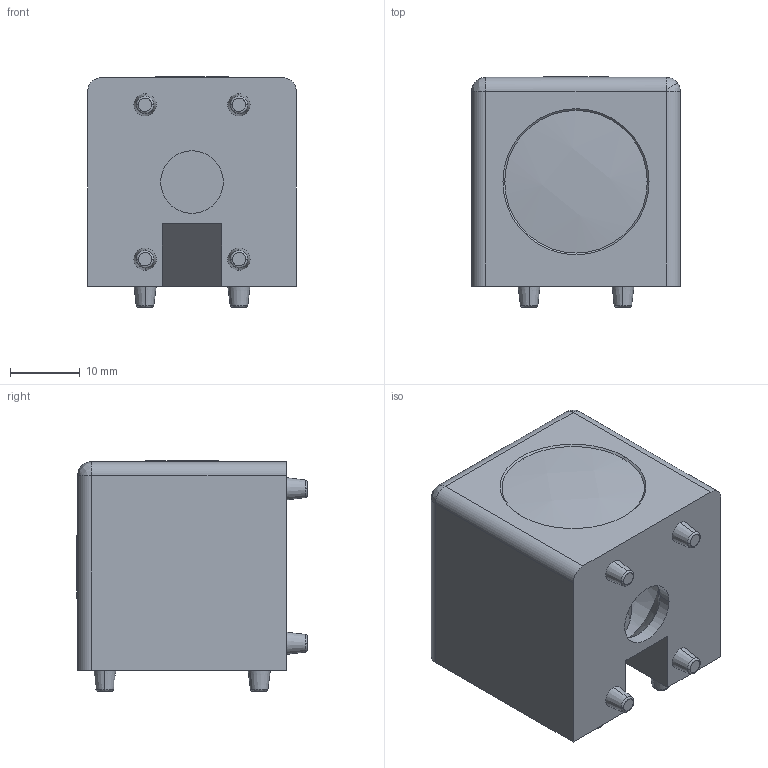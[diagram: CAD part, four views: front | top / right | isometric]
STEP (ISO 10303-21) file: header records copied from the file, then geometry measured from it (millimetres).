
FILE_DESCRIPTION (( 'STEP AP203' ), '1' );
FILE_NAME ('151185.step', '2021-06-03T16:32:58', ( '' ), ( '' ), 'SwSTEP 2.0', 'SolidWorks 2021', '' );
FILE_SCHEMA (( 'CONFIG_CONTROL_DESIGN' ));
Length unit declared in the file: millimetre
Products named in the file (1): 151185
Bounding box: 30 x 33.12 x 33.14 mm (x, y, z)
Volume: 18194.6 mm3; surface area: 9192.6 mm2
Topology: 3 solids, 3 shells, 147 faces, 378 edges, 245 vertices
Faces by surface type: bspline 43, cone 40, plane 35, cylinder 29
Entity records: 6437 total; most frequent: CARTESIAN_POINT 2931, ORIENTED_EDGE 752, DIRECTION 716, EDGE_CURVE 376, AXIS2_PLACEMENT_3D 307, VERTEX_POINT 245, CIRCLE 202, EDGE_LOOP 163
